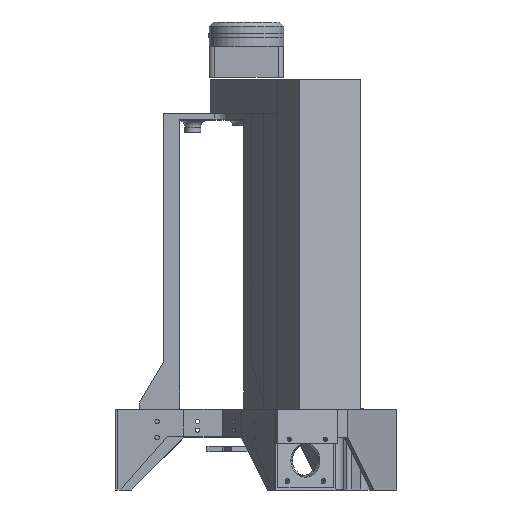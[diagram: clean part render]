
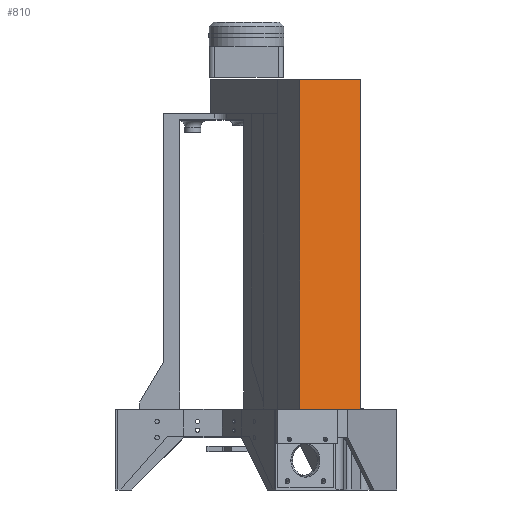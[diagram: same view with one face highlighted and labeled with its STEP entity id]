
A CAD part, left-side view. The second image highlights one B-rep face of the part: STEP entity #810.
In plain terms, the highlighted face is planar.
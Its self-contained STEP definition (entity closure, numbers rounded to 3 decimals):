
#766 = EDGE_CURVE('',#767,#769,#771,.T.);
#767 = VERTEX_POINT('',#768);
#768 = CARTESIAN_POINT('',(-26.,-16.5,0.));
#769 = VERTEX_POINT('',#770);
#770 = CARTESIAN_POINT('',(-26.,-16.5,245.5));
#771 = LINE('',#772,#773);
#772 = CARTESIAN_POINT('',(-26.,-16.5,0.));
#773 = VECTOR('',#774,1.);
#774 = DIRECTION('',(0.,0.,1.));
#810 = ADVANCED_FACE('',(#811),#836,.T.);
#811 = FACE_BOUND('',#812,.T.);
#812 = EDGE_LOOP('',(#813,#823,#829,#830));
#813 = ORIENTED_EDGE('',*,*,#814,.T.);
#814 = EDGE_CURVE('',#815,#817,#819,.T.);
#815 = VERTEX_POINT('',#816);
#816 = CARTESIAN_POINT('',(26.,-16.5,0.));
#817 = VERTEX_POINT('',#818);
#818 = CARTESIAN_POINT('',(26.,-16.5,245.5));
#819 = LINE('',#820,#821);
#820 = CARTESIAN_POINT('',(26.,-16.5,0.));
#821 = VECTOR('',#822,1.);
#822 = DIRECTION('',(0.,0.,1.));
#823 = ORIENTED_EDGE('',*,*,#824,.T.);
#824 = EDGE_CURVE('',#817,#769,#825,.T.);
#825 = LINE('',#826,#827);
#826 = CARTESIAN_POINT('',(26.,-16.5,245.5));
#827 = VECTOR('',#828,1.);
#828 = DIRECTION('',(-1.,0.,0.));
#829 = ORIENTED_EDGE('',*,*,#766,.F.);
#830 = ORIENTED_EDGE('',*,*,#831,.F.);
#831 = EDGE_CURVE('',#815,#767,#832,.T.);
#832 = LINE('',#833,#834);
#833 = CARTESIAN_POINT('',(26.,-16.5,0.));
#834 = VECTOR('',#835,1.);
#835 = DIRECTION('',(-1.,0.,0.));
#836 = PLANE('',#837);
#837 = AXIS2_PLACEMENT_3D('',#838,#839,#840);
#838 = CARTESIAN_POINT('',(26.,-16.5,0.));
#839 = DIRECTION('',(0.,-1.,0.));
#840 = DIRECTION('',(-1.,0.,0.));
